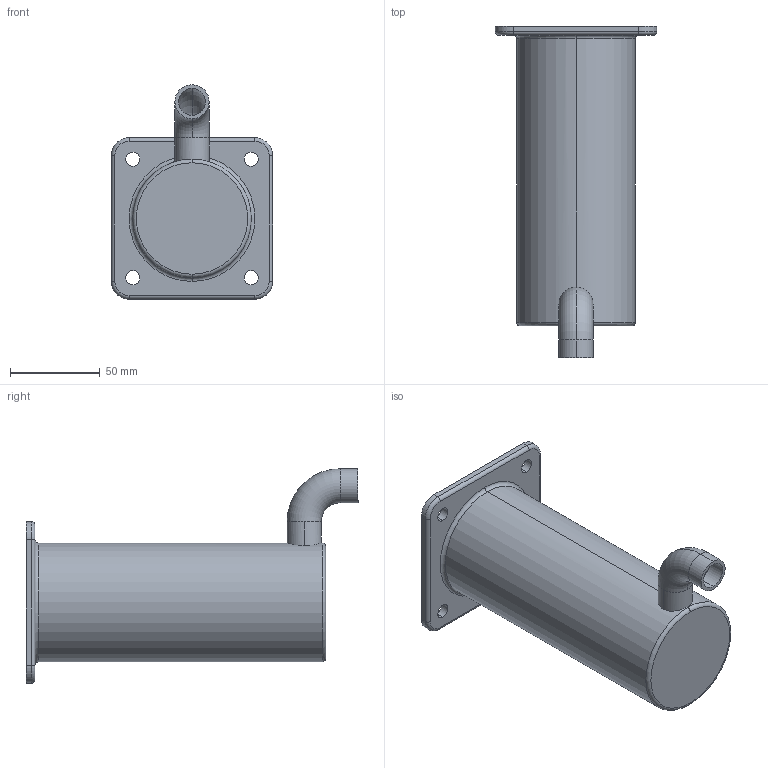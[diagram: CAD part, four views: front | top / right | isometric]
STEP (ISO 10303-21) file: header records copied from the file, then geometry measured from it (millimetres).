
FILE_DESCRIPTION (( 'STEP AP214' ), '1' );
FILE_NAME ('Boiler Bottom.STEP', '2020-04-01T00:00:56', ( '' ), ( '' ), 'SwSTEP 2.0', 'SolidWorks 2017', '' );
FILE_SCHEMA (( 'AUTOMOTIVE_DESIGN' ));
Length unit declared in the file: millimetre
Products named in the file (1): Boiler Bottom
Bounding box: 90 x 185 x 119.5 mm (x, y, z)
Volume: 100350.7 mm3; surface area: 88205.6 mm2
Topology: 1 solids, 1 shells, 53 faces, 130 edges, 80 vertices
Faces by surface type: cylinder 28, torus 16, plane 9
Entity records: 1813 total; most frequent: CARTESIAN_POINT 455, DIRECTION 310, ORIENTED_EDGE 260, AXIS2_PLACEMENT_3D 134, EDGE_CURVE 130, VERTEX_POINT 80, CIRCLE 80, EDGE_LOOP 64
